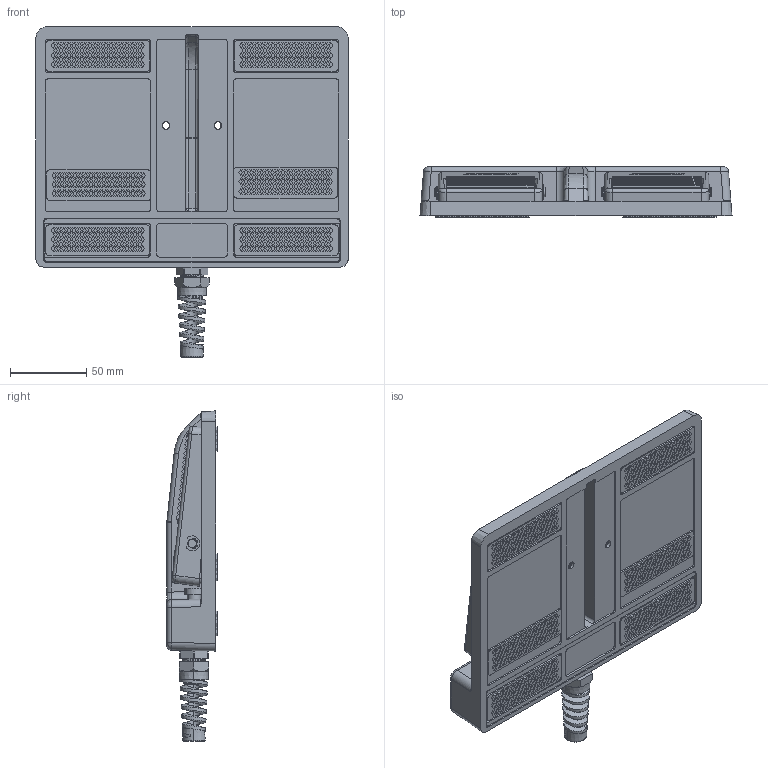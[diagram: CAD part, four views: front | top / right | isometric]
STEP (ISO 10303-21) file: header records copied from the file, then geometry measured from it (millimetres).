
FILE_DESCRIPTION (( 'STEP AP214' ), '1' );
FILE_NAME ('HRF-MX1-2P.STEP', '2022-09-16T01:31:44', ( 'Microsoft' ), ( 'Microsoft' ), 'SwSTEP 2.0', 'SolidWorks 2015', '' );
FILE_SCHEMA (( 'AUTOMOTIVE_DESIGN' ));
Length unit declared in the file: millimetre
Products named in the file (24): HRF-MX1-2P; 3004002013 HRF-MX1 橡皮垫（黑）; 3002015022 HRF-M82 菁釱; 3002010016 HRF-HD3N 揤盄標; 3011008015 2X12平帽半空心铝铆钉; 3002024013 HRF-M8 揤啣; Rubber sleeve; 3011014017 E型开口挡圈M5; 3011008009 諾陑穩隊; HRF-M8換雄旋; 3012001011 HRF-M8微动开关（常开）; 3004004021 HRF-M8微动开关橡胶外套; 3004004015 HRF-MX1 ｻ､ﾏﾟﾌﾗ｣ｨｺﾚ｣ｩｦﾕ7; 3005002031 HRF-MX1 粣; 3004007002 HRF-MX1 砎々褐隊; 3011002003   M2.5蹟譫; 3002015005 HRF-MX1 奻裔; 3999002006 粟銅倰萇擢坶芛PG9; PG9 spring; 3011001136 M2.5x10情芛蹟隊; PG9 cblk; 3004002016 HRF-HD2S 砎々褐菜; 3003005001 HRF-M8-2P 菁啣裔; 3003004019 HRF-M8-2P菁啣
Assembly tree (50 placements, depth 3):
  HRF-MX1-2P
    3003004019 HRF-M8-2P菁啣
    3003005001 HRF-M8-2P 菁啣裔
    3004002016 HRF-HD2S 砎々褐菜  x6
    3999002006 粟銅倰萇擢坶芛PG9
      PG9 cblk
      PG9 spring
    3002015005 HRF-MX1 奻裔  x2
    3004007002 HRF-MX1 砎々褐隊
    3005002031 HRF-MX1 粣  x2
    3004004015 HRF-MX1 ｻ､ﾏﾟﾌﾗ｣ｨｺﾚ｣ｩｦﾕ7
    3004004021 HRF-M8微动开关橡胶外套  x2
    3012001011 HRF-M8微动开关（常开）  x2
    HRF-M8換雄旋  x2
    3011008009 諾陑穩隊  x4
    3011014017 E型开口挡圈M5  x4
    3002024013 HRF-M8 揤啣  x2
    3002010016 HRF-HD3N 揤盄標  x2
    3011001136 M2.5x10情芛蹟隊  x4
    3011002003   M2.5蹟譫  x4
    Rubber sleeve  x2
    3011008015 2X12平帽半空心铝铆钉
    3002015022 HRF-M82 菁釱  x2
    3004002013 HRF-MX1 橡皮垫（黑）  x2
Bounding box: 204 x 32.9 x 215.91 mm (x, y, z)
Volume: 305781.8 mm3; surface area: 281811.2 mm2
Topology: 49 solids, 49 shells, 6015 faces, 14502 edges, 9434 vertices
Faces by surface type: plane 4529, cylinder 968, torus 232, bspline 166, cone 102, sphere 18
Entity records: 72837 total; most frequent: CARTESIAN_POINT 20845, ORIENTED_EDGE 10328, DIRECTION 10176, EDGE_CURVE 5164, AXIS2_PLACEMENT_3D 3427, LINE 3322, VECTOR 3322, VERTEX_POINT 3299
